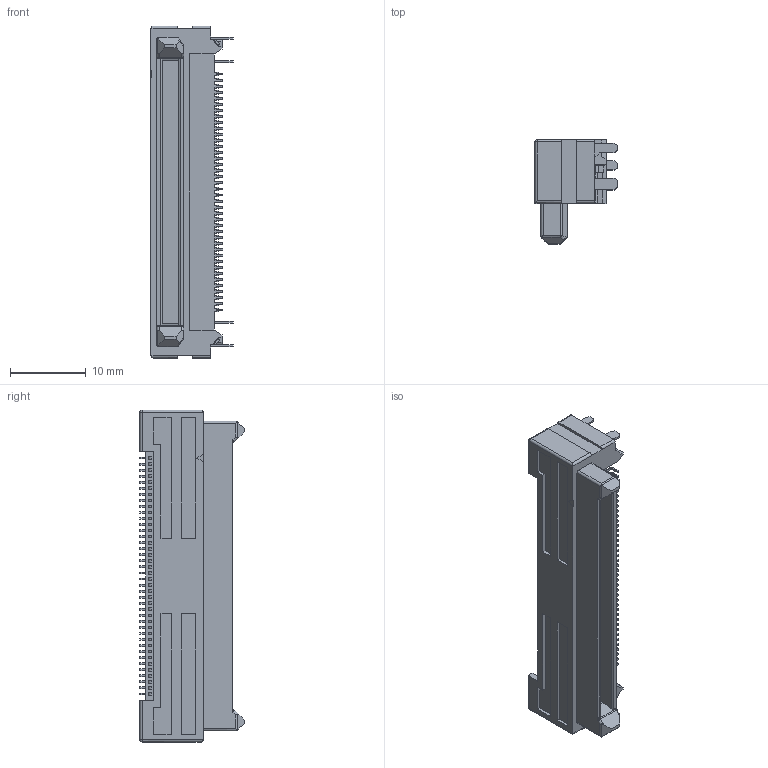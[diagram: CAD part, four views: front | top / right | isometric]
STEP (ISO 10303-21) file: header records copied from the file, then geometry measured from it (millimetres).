
FILE_DESCRIPTION(('CoCreate Modeling STEP Export'),'2;1');
FILE_NAME('FX18-80P-0.8SH.stp','2012-09-14T10:13:42',(''),(''),'CoCreate Modeling STEP processor for AP214 (Solid Model)','CoCreate Modeling 17.0 01-Apr-2010 (C) Parametric Technology GmbH','');
FILE_SCHEMA(('AUTOMOTIVE_DESIGN { 1 0 10303 214 1 1 1 1 }'));
Products named in the file (1): FX18-80P-0.8SH
Bounding box: 10.85 x 13.8 x 43.9 mm (x, y, z)
Volume: 2729.7 mm3; surface area: 2578.3 mm2
Topology: 1 solids, 1 shells, 2282 faces, 6337 edges, 4090 vertices
Faces by surface type: plane 1418, cylinder 694, torus 160, sphere 10
Entity records: 71571 total; most frequent: ORIENTED_EDGE 12654, CARTESIAN_POINT 12479, DIRECTION 12118, EDGE_CURVE 6327, VECTOR 4660, LINE 4660, VERTEX_POINT 4090, AXIS2_PLACEMENT_3D 3729
